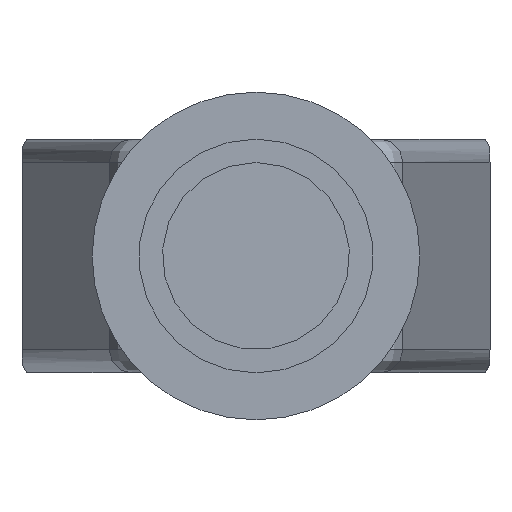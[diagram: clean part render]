
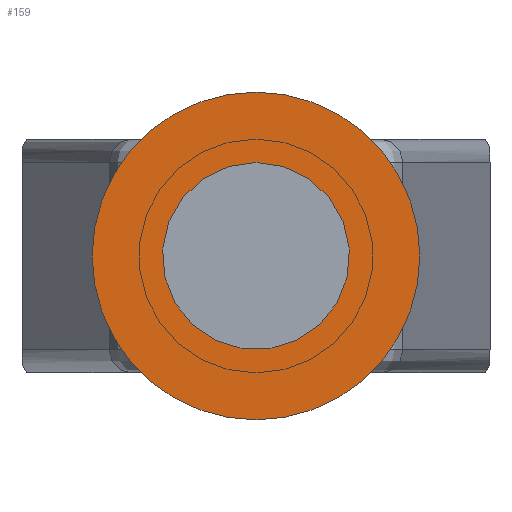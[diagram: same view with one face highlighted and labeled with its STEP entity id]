
A CAD part, left-side view. The second image highlights one B-rep face of the part: STEP entity #159.
In plain terms, the highlighted planar face has unit normal (-1, 0, 0).
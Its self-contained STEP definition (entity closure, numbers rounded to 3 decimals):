
#159 = ADVANCED_FACE( '', ( #330, #331 ), #332, .T. );
#330 = FACE_OUTER_BOUND( '', #501, .T. );
#331 = FACE_BOUND( '', #502, .T. );
#332 = PLANE( '', #503 );
#501 = EDGE_LOOP( '', ( #864 ) );
#502 = EDGE_LOOP( '', ( #865 ) );
#503 = AXIS2_PLACEMENT_3D( '', #866, #867, #868 );
#864 = ORIENTED_EDGE( '', *, *, #1035, .T. );
#865 = ORIENTED_EDGE( '', *, *, #1023, .F. );
#866 = CARTESIAN_POINT( '', ( -22., 1.9, 2.05 ) );
#867 = DIRECTION( '', ( -1., 0., 0. ) );
#868 = DIRECTION( '', ( 0., 0., 1. ) );
#1023 = EDGE_CURVE( '', #1221, #1221, #1222, .T. );
#1035 = EDGE_CURVE( '', #1235, #1235, #1236, .T. );
#1221 = VERTEX_POINT( '', #1530 );
#1222 = CIRCLE( '', #1531, 1.9 );
#1235 = VERTEX_POINT( '', #1546 );
#1236 = CIRCLE( '', #1547, 3.5 );
#1530 = CARTESIAN_POINT( '', ( -22., 0., 3.95 ) );
#1531 = AXIS2_PLACEMENT_3D( '', #1708, #1709, #1710 );
#1546 = CARTESIAN_POINT( '', ( -22., 0., 5.55 ) );
#1547 = AXIS2_PLACEMENT_3D( '', #1719, #1720, #1721 );
#1708 = CARTESIAN_POINT( '', ( -22., 0., 2.05 ) );
#1709 = DIRECTION( '', ( -1., 0., 0. ) );
#1710 = DIRECTION( '', ( 0., 0., 1. ) );
#1719 = CARTESIAN_POINT( '', ( -22., 0., 2.05 ) );
#1720 = DIRECTION( '', ( -1., 0., 0. ) );
#1721 = DIRECTION( '', ( 0., 0., 1. ) );
